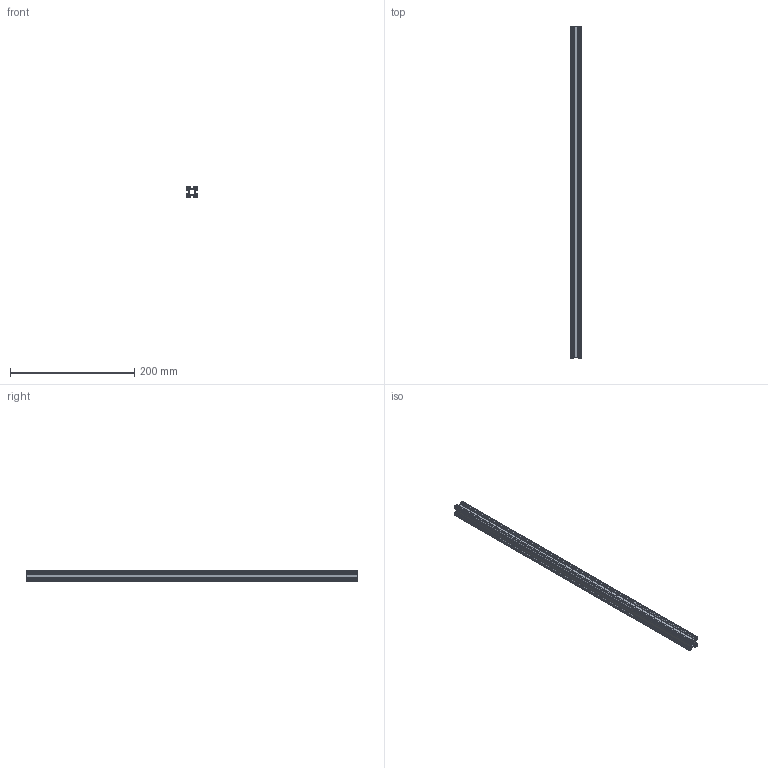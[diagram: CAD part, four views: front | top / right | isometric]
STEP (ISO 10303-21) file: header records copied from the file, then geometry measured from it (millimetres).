
FILE_DESCRIPTION (( 'STEP AP203' ), '1' );
FILE_NAME ('565070.STEP', '2017-07-03T20:55:51', ( '' ), ( '' ), 'SwSTEP 2.0', 'SolidWorks 2016', '' );
FILE_SCHEMA (( 'CONFIG_CONTROL_DESIGN' ));
Length unit declared in the file: inch
Products named in the file (1): 565070
Bounding box: 19.05 x 533.4 x 19.05 mm (x, y, z)
Volume: 64942.4 mm3; surface area: 107009.8 mm2
Topology: 1 solids, 1 shells, 643 faces, 1895 edges, 1254 vertices
Faces by surface type: cylinder 517, plane 78, cone 32, bspline 16
Entity records: 33110 total; most frequent: CARTESIAN_POINT 18985, ORIENTED_EDGE 3790, DIRECTION 2181, EDGE_CURVE 1895, VERTEX_POINT 1254, LINE 753, VECTOR 753, AXIS2_PLACEMENT_3D 714
